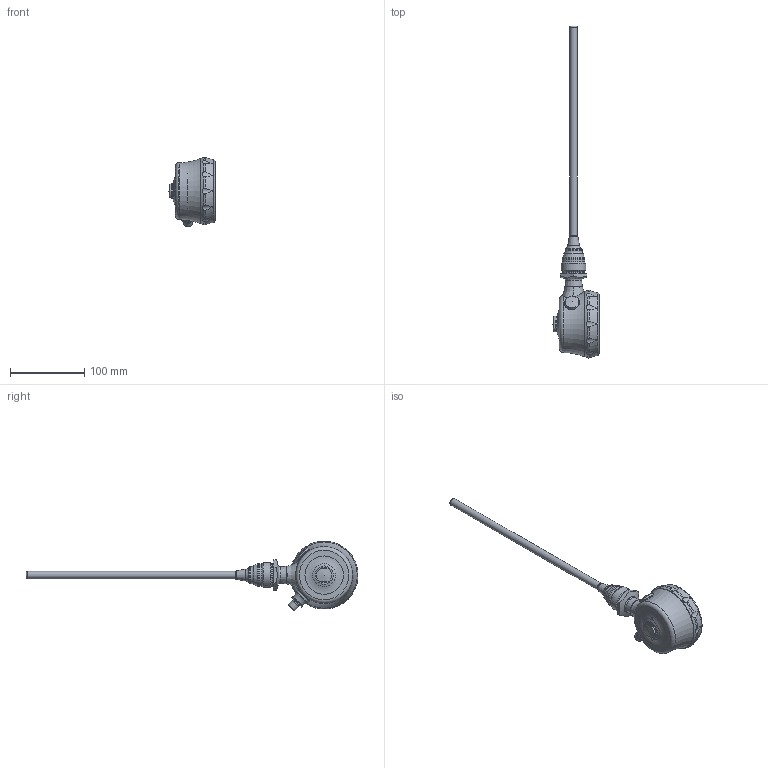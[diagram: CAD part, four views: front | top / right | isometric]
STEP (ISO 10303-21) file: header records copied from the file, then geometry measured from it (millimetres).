
FILE_DESCRIPTION(/* description */ ('Unknown'),/* implementation_level */ '2;1');
FILE_NAME(/* name */ 'PLP70x-50030004x.D111A040.3xxx',/* time_stamp */ '2024-02-08T13:49:57+01:00',/* author */ ('Unknown'),/* organization */ ('Baumer'),/* preprocessor_version */ 'ST-DEVELOPER v16.7',/* originating_system */ 'Solid Edge',/* authorisation */ 'Unknown');
FILE_SCHEMA (('AUTOMOTIVE_DESIGN {1 0 10303 214 3 1 1}'));
Length unit declared in the file: millimetre
Products named in the file (1): Part6
Bounding box: 62.05 x 445.94 x 93.44 mm (x, y, z)
Volume: 131554.2 mm3; surface area: 86523.5 mm2
Topology: 2 solids, 14 shells, 659 faces, 1701 edges, 1110 vertices
Faces by surface type: plane 290, cylinder 183, cone 102, torus 60, bspline 20, sphere 4
Full cylindrical faces by diameter (mm): 1.64 x5, 2 x4, 3 x1, 3.4 x4, 7 x1, 9.5 x1, 10 x3, 11 x1, 11.5 x1, 11.741 x1, 12 x2, 13 x1, 13.8 x1, 14 x1, 14.5 x1, 15.85 x1, 16 x12, 17.7 x1, 18.36 x1, 18.9 x1, 18.917 x1, 19.5 x2, 19.7 x1, 20 x1, 20.8 x3, 21 x2, 22.7 x1, 23.5 x1, 23.6 x2, 23.8 x1
Entity records: 25806 total; most frequent: CARTESIAN_POINT 6666, DIRECTION 2947, ORIENTED_EDGE 2828, EDGE_CURVE 1414, AXIS2_PLACEMENT_3D 1187, VERTEX_POINT 1012, FACE_BOUND 922, EDGE_LOOP 911
